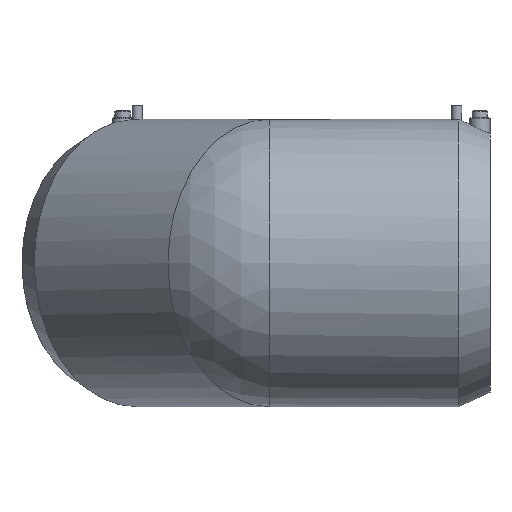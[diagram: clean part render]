
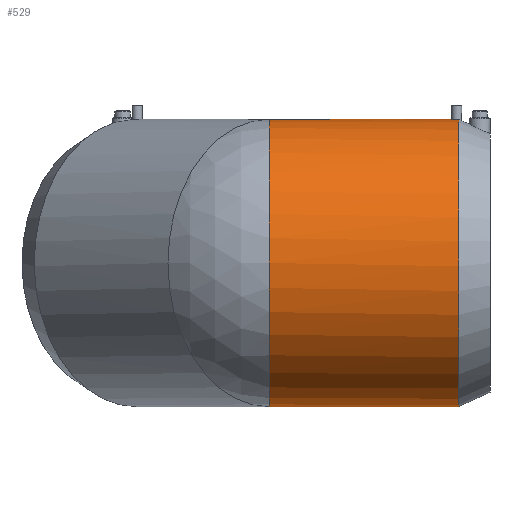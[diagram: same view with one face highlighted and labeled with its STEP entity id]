
A CAD part, left-side view. The second image highlights one B-rep face of the part: STEP entity #529.
In plain terms, the highlighted cylindrical face has radius 112 mm (diameter 224 mm), a full revolution.
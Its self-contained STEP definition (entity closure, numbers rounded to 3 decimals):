
#28=B_SPLINE_CURVE_WITH_KNOTS('',3,(#969,#970,#971,#972,#973,#974,#975,
#976,#977,#978,#979,#980,#981,#982,#983,#984,#985,#986,#987,#988),
 .UNSPECIFIED.,.F.,.F.,(4,2,2,2,2,2,2,2,2,4),(-1.353,-1.206,
-1.055,-0.904,-0.753,-0.603,
-0.452,-0.301,-0.151,0.),
 .UNSPECIFIED.);
#30=B_SPLINE_CURVE_WITH_KNOTS('',3,(#1008,#1009,#1010,#1011),
 .UNSPECIFIED.,.F.,.F.,(4,4),(0.,0.148),.UNSPECIFIED.);
#37=ELLIPSE('',#597,121.228,112.);
#38=ELLIPSE('',#600,121.228,112.);
#46=LINE('',#1018,#70);
#70=VECTOR('',#715,112.);
#93=CYLINDRICAL_SURFACE('',#596,112.);
#124=FACE_OUTER_BOUND('',#165,.T.);
#165=EDGE_LOOP('',(#404,#405,#406,#407,#408,#409,#410,#411,#412));
#210=CIRCLE('',#598,112.);
#211=CIRCLE('',#599,112.);
#212=CIRCLE('',#601,112.);
#252=VERTEX_POINT('',#966);
#253=VERTEX_POINT('',#968);
#254=VERTEX_POINT('',#989);
#255=VERTEX_POINT('',#1014);
#256=VERTEX_POINT('',#1015);
#257=VERTEX_POINT('',#1017);
#258=VERTEX_POINT('',#1021);
#307=EDGE_CURVE('',#253,#252,#28,.T.);
#309=EDGE_CURVE('',#252,#254,#30,.T.);
#310=EDGE_CURVE('',#255,#256,#37,.T.);
#311=EDGE_CURVE('',#256,#257,#46,.T.);
#312=EDGE_CURVE('',#257,#253,#210,.T.);
#313=EDGE_CURVE('',#254,#257,#211,.T.);
#314=EDGE_CURVE('',#256,#258,#38,.T.);
#315=EDGE_CURVE('',#255,#258,#212,.T.);
#404=ORIENTED_EDGE('',*,*,#310,.T.);
#405=ORIENTED_EDGE('',*,*,#311,.T.);
#406=ORIENTED_EDGE('',*,*,#312,.T.);
#407=ORIENTED_EDGE('',*,*,#307,.T.);
#408=ORIENTED_EDGE('',*,*,#309,.T.);
#409=ORIENTED_EDGE('',*,*,#313,.T.);
#410=ORIENTED_EDGE('',*,*,#311,.F.);
#411=ORIENTED_EDGE('',*,*,#314,.T.);
#412=ORIENTED_EDGE('',*,*,#315,.F.);
#529=ADVANCED_FACE('',(#124),#93,.T.);
#596=AXIS2_PLACEMENT_3D('',#1013,#711,#712);
#597=AXIS2_PLACEMENT_3D('',#1016,#713,#714);
#598=AXIS2_PLACEMENT_3D('',#1019,#716,#717);
#599=AXIS2_PLACEMENT_3D('',#1020,#718,#719);
#600=AXIS2_PLACEMENT_3D('',#1022,#720,#721);
#601=AXIS2_PLACEMENT_3D('',#1023,#722,#723);
#711=DIRECTION('center_axis',(0.,1.,0.));
#712=DIRECTION('ref_axis',(-1.,0.,0.));
#713=DIRECTION('center_axis',(-0.383,-0.924,0.));
#714=DIRECTION('ref_axis',(-0.924,0.383,0.));
#715=DIRECTION('',(0.,-1.,0.));
#716=DIRECTION('center_axis',(0.,1.,0.));
#717=DIRECTION('ref_axis',(1.,0.,0.));
#718=DIRECTION('center_axis',(0.,1.,0.));
#719=DIRECTION('ref_axis',(1.,0.,0.));
#720=DIRECTION('center_axis',(-0.383,-0.924,0.));
#721=DIRECTION('ref_axis',(-0.924,0.383,0.));
#722=DIRECTION('center_axis',(0.,1.,0.));
#723=DIRECTION('ref_axis',(1.,0.,0.));
#966=CARTESIAN_POINT('',(4.,-72.,111.929));
#968=CARTESIAN_POINT('',(-3.708,-73.5,111.939));
#969=CARTESIAN_POINT('Ctrl Pts',(-3.708,-73.5,111.939));
#970=CARTESIAN_POINT('Ctrl Pts',(-3.904,-73.016,111.932));
#971=CARTESIAN_POINT('Ctrl Pts',(-4.,-72.492,111.929));
#972=CARTESIAN_POINT('Ctrl Pts',(-4.,-71.498,111.929));
#973=CARTESIAN_POINT('Ctrl Pts',(-3.9,-70.962,111.932));
#974=CARTESIAN_POINT('Ctrl Pts',(-3.491,-69.976,111.946));
#975=CARTESIAN_POINT('Ctrl Pts',(-3.184,-69.527,111.955));
#976=CARTESIAN_POINT('Ctrl Pts',(-2.473,-68.816,111.973));
#977=CARTESIAN_POINT('Ctrl Pts',(-2.024,-68.509,111.983));
#978=CARTESIAN_POINT('Ctrl Pts',(-1.038,-68.1,111.996));
#979=CARTESIAN_POINT('Ctrl Pts',(-0.502,-68.,112.));
#980=CARTESIAN_POINT('Ctrl Pts',(0.502,-68.,112.));
#981=CARTESIAN_POINT('Ctrl Pts',(1.038,-68.1,111.996));
#982=CARTESIAN_POINT('Ctrl Pts',(2.024,-68.509,111.983));
#983=CARTESIAN_POINT('Ctrl Pts',(2.473,-68.816,111.973));
#984=CARTESIAN_POINT('Ctrl Pts',(3.184,-69.527,111.955));
#985=CARTESIAN_POINT('Ctrl Pts',(3.491,-69.976,111.946));
#986=CARTESIAN_POINT('Ctrl Pts',(3.9,-70.962,111.932));
#987=CARTESIAN_POINT('Ctrl Pts',(4.,-71.498,111.929));
#988=CARTESIAN_POINT('Ctrl Pts',(4.,-72.,111.929));
#989=CARTESIAN_POINT('',(3.708,-73.5,111.939));
#1008=CARTESIAN_POINT('Ctrl Pts',(4.,-72.,111.929));
#1009=CARTESIAN_POINT('Ctrl Pts',(4.,-72.492,111.929));
#1010=CARTESIAN_POINT('Ctrl Pts',(3.904,-73.016,111.932));
#1011=CARTESIAN_POINT('Ctrl Pts',(3.708,-73.5,111.939));
#1013=CARTESIAN_POINT('Origin',(0.,0.25,0.));
#1014=CARTESIAN_POINT('',(0.,74.,-112.));
#1015=CARTESIAN_POINT('',(112.,27.608,0.));
#1016=CARTESIAN_POINT('Origin',(0.,74.,0.));
#1017=CARTESIAN_POINT('',(112.,-73.5,0.));
#1018=CARTESIAN_POINT('',(112.,0.25,0.));
#1019=CARTESIAN_POINT('Origin',(0.,-73.5,0.));
#1020=CARTESIAN_POINT('Origin',(0.,-73.5,0.));
#1021=CARTESIAN_POINT('',(0.,74.,112.));
#1022=CARTESIAN_POINT('Origin',(0.,74.,0.));
#1023=CARTESIAN_POINT('Origin',(0.,74.,0.));
